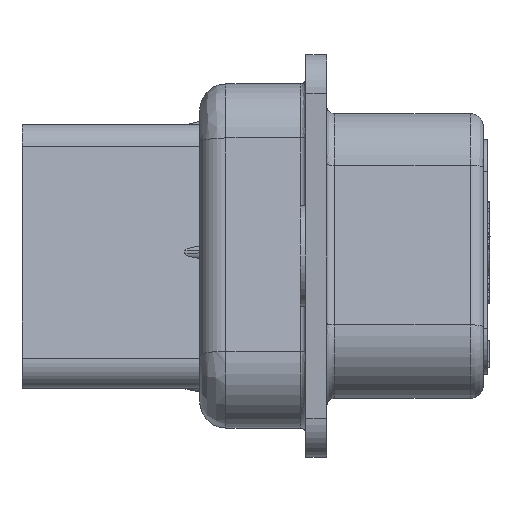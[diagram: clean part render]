
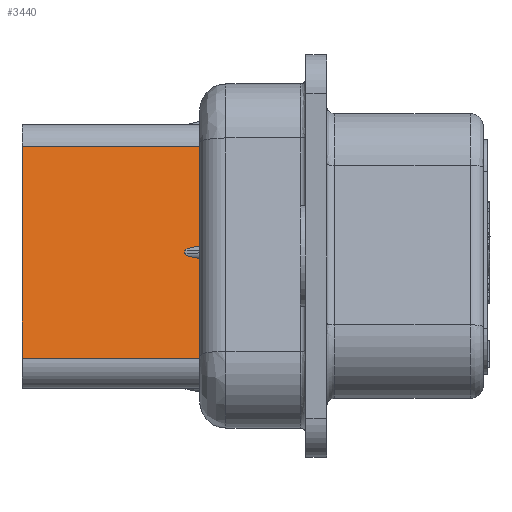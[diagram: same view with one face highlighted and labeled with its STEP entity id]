
A CAD part, left-side view. The second image highlights one B-rep face of the part: STEP entity #3440.
In plain terms, the highlighted planar face has unit normal (-0.985, 0, 0.174).
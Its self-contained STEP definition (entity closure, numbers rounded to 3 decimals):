
#3307=ELLIPSE('',#14579,0.902,0.2);
#3312=ELLIPSE('',#14585,0.902,0.2);
#3440=ADVANCED_FACE('',(#4563),#4172,.T.);
#4172=PLANE('',#14832);
#4563=FACE_OUTER_BOUND('',#5320,.T.);
#5320=EDGE_LOOP('',(#6702,#6703,#6704,#6705,#6706,#6707,#6708,#6709,#6710,
#6711));
#6702=ORIENTED_EDGE('',*,*,#11153,.F.);
#6703=ORIENTED_EDGE('',*,*,#10872,.T.);
#6704=ORIENTED_EDGE('',*,*,#11154,.F.);
#6705=ORIENTED_EDGE('',*,*,#10881,.T.);
#6706=ORIENTED_EDGE('',*,*,#11155,.F.);
#6707=ORIENTED_EDGE('',*,*,#10990,.F.);
#6708=ORIENTED_EDGE('',*,*,#11152,.T.);
#6709=ORIENTED_EDGE('',*,*,#11145,.T.);
#6710=ORIENTED_EDGE('',*,*,#11156,.T.);
#6711=ORIENTED_EDGE('',*,*,#11025,.F.);
#9667=VERTEX_POINT('',#19097);
#9668=VERTEX_POINT('',#19099);
#9675=VERTEX_POINT('',#19127);
#9676=VERTEX_POINT('',#19129);
#9761=VERTEX_POINT('',#19443);
#9762=VERTEX_POINT('',#19445);
#9782=VERTEX_POINT('',#19505);
#9783=VERTEX_POINT('',#19507);
#9892=VERTEX_POINT('',#19790);
#9893=VERTEX_POINT('',#19792);
#10872=EDGE_CURVE('',#9668,#9667,#3307,.T.);
#10881=EDGE_CURVE('',#9676,#9675,#3312,.T.);
#10990=EDGE_CURVE('',#9761,#9762,#12613,.T.);
#11025=EDGE_CURVE('',#9782,#9783,#12641,.T.);
#11145=EDGE_CURVE('',#9893,#9892,#12650,.T.);
#11152=EDGE_CURVE('',#9761,#9893,#12656,.T.);
#11153=EDGE_CURVE('',#9668,#9782,#12657,.T.);
#11154=EDGE_CURVE('',#9676,#9667,#12658,.T.);
#11155=EDGE_CURVE('',#9762,#9675,#12659,.T.);
#11156=EDGE_CURVE('',#9892,#9783,#12660,.T.);
#12613=LINE('',#19444,#13490);
#12641=LINE('',#19506,#13518);
#12650=LINE('',#19791,#13527);
#12656=LINE('',#19803,#13533);
#12657=LINE('',#19805,#13534);
#12658=LINE('',#19806,#13535);
#12659=LINE('',#19807,#13536);
#12660=LINE('',#19808,#13537);
#13490=VECTOR('',#15996,1.);
#13518=VECTOR('',#16050,1.);
#13527=VECTOR('',#16391,1.);
#13533=VECTOR('',#16407,1.);
#13534=VECTOR('',#16410,1.);
#13535=VECTOR('',#16411,1.);
#13536=VECTOR('',#16412,1.);
#13537=VECTOR('',#16413,1.);
#14579=AXIS2_PLACEMENT_3D('',#19098,#15800,#15801);
#14585=AXIS2_PLACEMENT_3D('',#19128,#15814,#15815);
#14832=AXIS2_PLACEMENT_3D('',#19809,#16414,#16415);
#15800=DIRECTION('',(0.985,0.,-0.174));
#15801=DIRECTION('',(0.,-1.,0.));
#15814=DIRECTION('',(0.985,0.,-0.174));
#15815=DIRECTION('',(0.,1.,0.));
#15996=DIRECTION('',(-0.174,0.,-0.985));
#16050=DIRECTION('',(-0.174,0.,-0.985));
#16391=DIRECTION('',(-0.174,0.,-0.985));
#16407=DIRECTION('',(0.,1.,0.));
#16410=DIRECTION('',(0.,-1.,0.));
#16411=DIRECTION('',(-0.174,0.,-0.985));
#16412=DIRECTION('',(0.,1.,0.));
#16413=DIRECTION('',(0.,-1.,0.));
#16414=DIRECTION('',(-0.985,0.,0.174));
#16415=DIRECTION('',(0.174,0.,0.985));
#19097=CARTESIAN_POINT('',(-58.579,5.02,-7.606));
#19098=CARTESIAN_POINT('',(-58.579,4.118,-7.606));
#19099=CARTESIAN_POINT('',(-58.614,4.118,-7.803));
#19127=CARTESIAN_POINT('',(-58.527,4.118,-7.31));
#19128=CARTESIAN_POINT('',(-58.562,4.118,-7.507));
#19129=CARTESIAN_POINT('',(-58.562,5.02,-7.507));
#19443=CARTESIAN_POINT('',(-57.857,4.02,-3.506));
#19444=CARTESIAN_POINT('',(-57.857,4.02,-3.506));
#19445=CARTESIAN_POINT('',(-58.527,4.02,-7.31));
#19505=CARTESIAN_POINT('',(-58.614,4.02,-7.803));
#19506=CARTESIAN_POINT('',(-57.857,4.02,-3.506));
#19507=CARTESIAN_POINT('',(-59.285,4.02,-11.606));
#19790=CARTESIAN_POINT('',(-59.285,11.25,-11.606));
#19791=CARTESIAN_POINT('',(-57.857,11.25,-3.506));
#19792=CARTESIAN_POINT('',(-57.857,11.25,-3.506));
#19803=CARTESIAN_POINT('',(-57.857,4.02,-3.506));
#19805=CARTESIAN_POINT('',(-58.614,5.02,-7.803));
#19806=CARTESIAN_POINT('',(-58.527,5.02,-7.31));
#19807=CARTESIAN_POINT('',(-58.527,3.82,-7.31));
#19808=CARTESIAN_POINT('',(-59.285,11.25,-11.606));
#19809=CARTESIAN_POINT('',(-59.285,4.02,-11.606));
